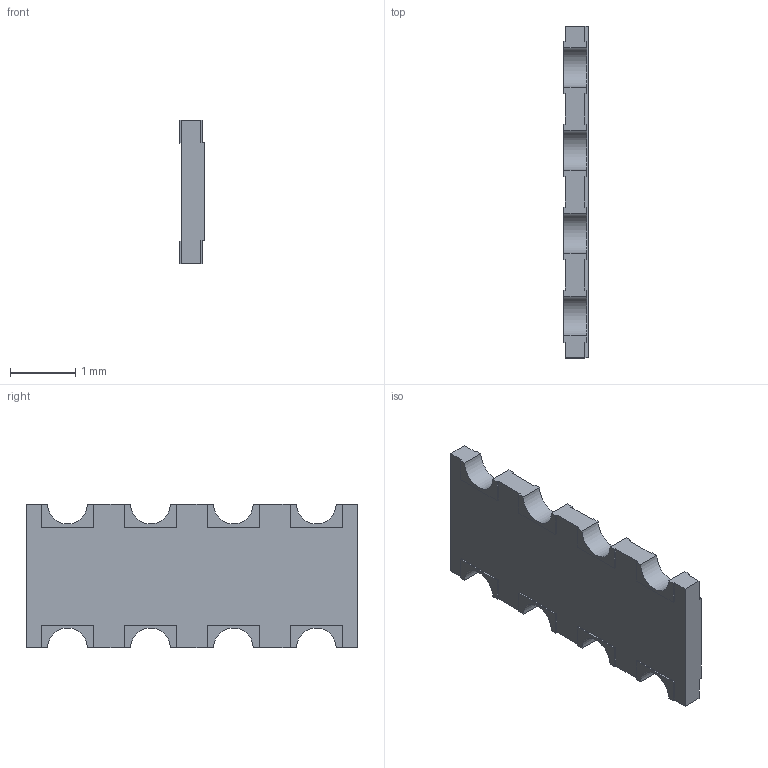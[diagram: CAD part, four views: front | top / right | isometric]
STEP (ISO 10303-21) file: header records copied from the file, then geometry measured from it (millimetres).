
FILE_DESCRIPTION (( 'STEP AP214' ), '1' );
FILE_NAME ('User Library-Resistors-1.STEP', '2020-01-24T14:09:40', ( '' ), ( '' ), 'SwSTEP 2.0', 'SolidWorks 2019', '' );
FILE_SCHEMA (( 'AUTOMOTIVE_DESIGN' ));
Length unit declared in the file: millimetre
Products named in the file (1): User Library-Resistors-1
Bounding box: 0.38 x 5.08 x 2.2 mm (x, y, z)
Volume: 3.4 mm3; surface area: 26.9 mm2
Topology: 1 solids, 1 shells, 597 faces, 1755 edges, 1170 vertices
Faces by surface type: plane 519, cylinder 78
Entity records: 20763 total; most frequent: CARTESIAN_POINT 3721, ORIENTED_EDGE 3510, DIRECTION 3041, EDGE_CURVE 1755, VECTOR 1533, LINE 1533, VERTEX_POINT 1170, AXIS2_PLACEMENT_3D 754
